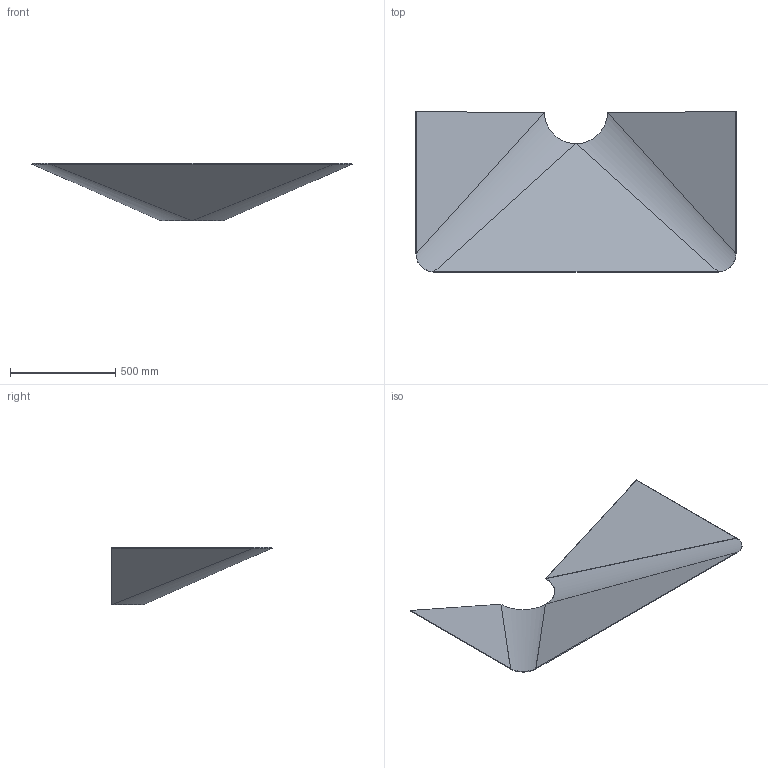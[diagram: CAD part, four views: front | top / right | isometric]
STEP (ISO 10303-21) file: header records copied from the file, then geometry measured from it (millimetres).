
FILE_DESCRIPTION (( 'STEP AP214' ), '1' );
FILE_NAME ('Trichterhälfte Silo 1.STEP', '2013-03-28T11:42:27', ( '' ), ( '' ), 'SwSTEP 2.0', 'SolidWorks 2013', '' );
FILE_SCHEMA (( 'AUTOMOTIVE_DESIGN' ));
Length unit declared in the file: millimetre
Products named in the file (1): Trichterhälfte Silo 1
Bounding box: 1521.47 x 760.73 x 271.61 mm (x, y, z)
Volume: 3629180.1 mm3; surface area: 2433915.2 mm2
Topology: 1 solids, 1 shells, 22 faces, 44 edges, 24 vertices
Faces by surface type: plane 14, bspline 8
Entity records: 842 total; most frequent: CARTESIAN_POINT 423, ORIENTED_EDGE 88, DIRECTION 54, EDGE_CURVE 44, VECTOR 24, VERTEX_POINT 24, LINE 24, FACE_OUTER_BOUND 22
